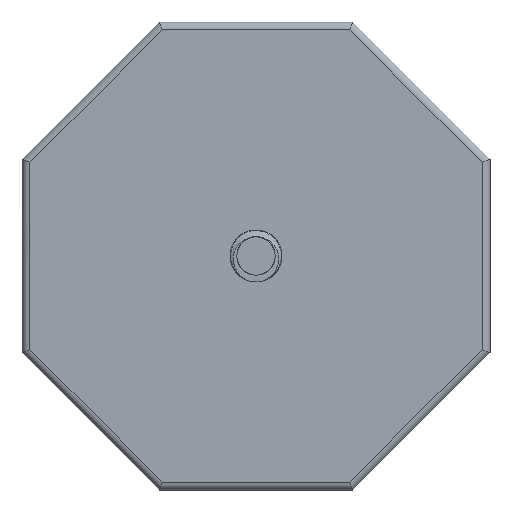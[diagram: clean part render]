
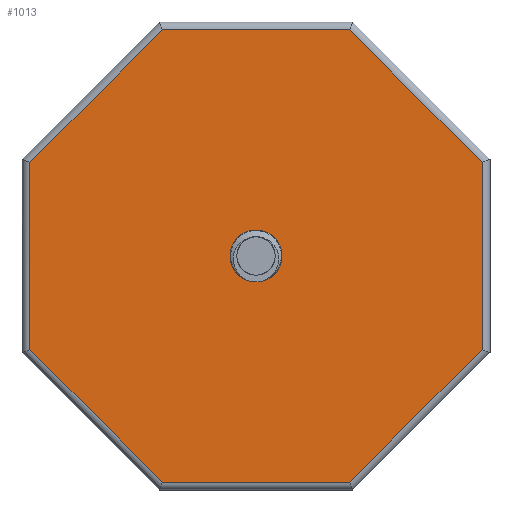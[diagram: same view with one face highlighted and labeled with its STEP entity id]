
A CAD part, front view. The second image highlights one B-rep face of the part: STEP entity #1013.
In plain terms, the highlighted planar face has unit normal (0, -1, 0).
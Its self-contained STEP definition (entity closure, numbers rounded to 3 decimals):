
#53=FACE_BOUND('',#182,.T.);
#79=PLANE('',#1109);
#119=FACE_OUTER_BOUND('',#181,.T.);
#181=EDGE_LOOP('',(#729,#730,#731,#732,#733,#734,#735,#736));
#182=EDGE_LOOP('',(#737));
#235=LINE('',#1431,#331);
#237=LINE('',#1439,#333);
#240=LINE('',#1450,#336);
#241=LINE('',#1453,#337);
#244=LINE('',#1459,#340);
#246=LINE('',#1465,#342);
#248=LINE('',#1471,#344);
#250=LINE('',#1475,#346);
#331=VECTOR('',#1177,10.);
#333=VECTOR('',#1185,10.);
#336=VECTOR('',#1194,10.);
#337=VECTOR('',#1199,10.);
#340=VECTOR('',#1204,10.);
#342=VECTOR('',#1210,10.);
#344=VECTOR('',#1216,10.);
#346=VECTOR('',#1222,10.);
#426=CIRCLE('',#1086,2.922);
#433=VERTEX_POINT('',#1422);
#435=VERTEX_POINT('',#1429);
#436=VERTEX_POINT('',#1430);
#439=VERTEX_POINT('',#1438);
#443=VERTEX_POINT('',#1447);
#444=VERTEX_POINT('',#1449);
#446=VERTEX_POINT('',#1458);
#448=VERTEX_POINT('',#1464);
#450=VERTEX_POINT('',#1470);
#527=EDGE_CURVE('',#433,#433,#426,.T.);
#530=EDGE_CURVE('',#435,#436,#235,.T.);
#534=EDGE_CURVE('',#436,#439,#237,.T.);
#539=EDGE_CURVE('',#443,#444,#240,.T.);
#541=EDGE_CURVE('',#439,#443,#241,.T.);
#544=EDGE_CURVE('',#444,#446,#244,.T.);
#547=EDGE_CURVE('',#446,#448,#246,.T.);
#550=EDGE_CURVE('',#448,#450,#248,.T.);
#553=EDGE_CURVE('',#450,#435,#250,.T.);
#729=ORIENTED_EDGE('',*,*,#539,.F.);
#730=ORIENTED_EDGE('',*,*,#541,.F.);
#731=ORIENTED_EDGE('',*,*,#534,.F.);
#732=ORIENTED_EDGE('',*,*,#530,.F.);
#733=ORIENTED_EDGE('',*,*,#553,.F.);
#734=ORIENTED_EDGE('',*,*,#550,.F.);
#735=ORIENTED_EDGE('',*,*,#547,.F.);
#736=ORIENTED_EDGE('',*,*,#544,.F.);
#737=ORIENTED_EDGE('',*,*,#527,.F.);
#1013=ADVANCED_FACE('',(#119,#53),#79,.F.);
#1086=AXIS2_PLACEMENT_3D('',#1423,#1168,#1169);
#1109=AXIS2_PLACEMENT_3D('',#1494,#1240,#1241);
#1168=DIRECTION('center_axis',(0.,-1.,0.));
#1169=DIRECTION('ref_axis',(1.,0.,0.));
#1177=DIRECTION('',(-1.,0.,0.));
#1185=DIRECTION('',(-0.707,0.,0.707));
#1194=DIRECTION('',(0.707,0.,0.707));
#1199=DIRECTION('',(0.,0.,1.));
#1204=DIRECTION('',(1.,0.,0.));
#1210=DIRECTION('',(0.707,0.,-0.707));
#1216=DIRECTION('',(0.,0.,-1.));
#1222=DIRECTION('',(-0.707,0.,-0.707));
#1240=DIRECTION('center_axis',(0.,1.,0.));
#1241=DIRECTION('ref_axis',(0.,0.,1.));
#1422=CARTESIAN_POINT('',(0.,0.,-2.922));
#1423=CARTESIAN_POINT('Origin',(0.,0.,0.));
#1429=CARTESIAN_POINT('',(14.328,0.,-34.592));
#1430=CARTESIAN_POINT('',(-14.328,0.,-34.592));
#1431=CARTESIAN_POINT('',(7.413,0.,-34.592));
#1438=CARTESIAN_POINT('',(-34.592,0.,-14.328));
#1439=CARTESIAN_POINT('',(-19.219,0.,-29.702));
#1447=CARTESIAN_POINT('',(-34.592,0.,14.328));
#1449=CARTESIAN_POINT('',(-14.328,0.,34.592));
#1450=CARTESIAN_POINT('',(-29.702,0.,19.219));
#1453=CARTESIAN_POINT('',(-34.592,0.,-7.413));
#1458=CARTESIAN_POINT('',(14.328,0.,34.592));
#1459=CARTESIAN_POINT('',(-7.413,0.,34.592));
#1464=CARTESIAN_POINT('',(34.592,0.,14.328));
#1465=CARTESIAN_POINT('',(19.219,0.,29.702));
#1470=CARTESIAN_POINT('',(34.592,0.,-14.328));
#1471=CARTESIAN_POINT('',(34.592,0.,7.413));
#1475=CARTESIAN_POINT('',(29.702,0.,-19.219));
#1494=CARTESIAN_POINT('Origin',(0.,0.,0.));
